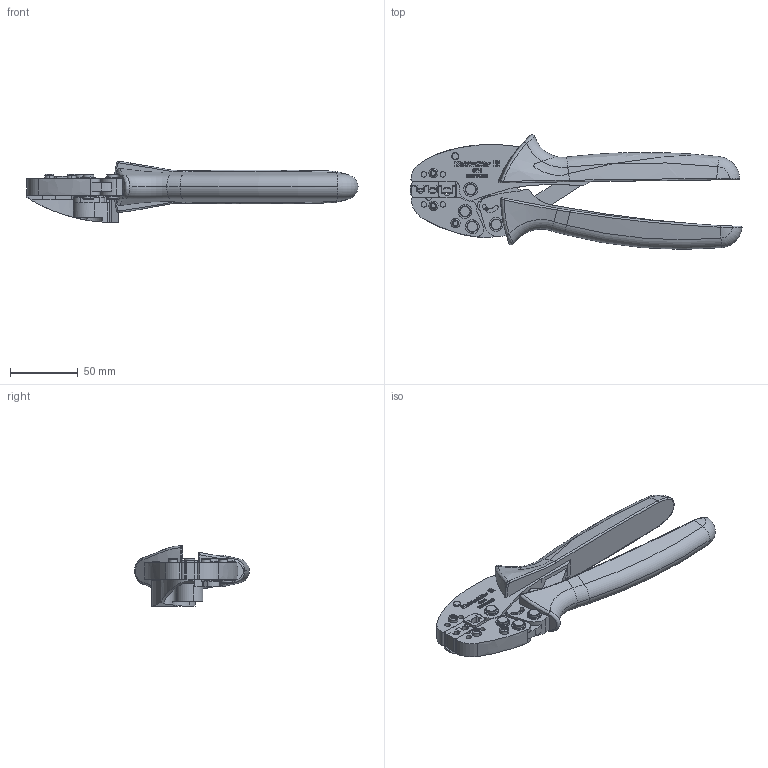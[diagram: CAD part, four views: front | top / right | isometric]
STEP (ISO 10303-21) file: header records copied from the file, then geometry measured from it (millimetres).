
FILE_DESCRIPTION(('CATIA V5 STEP Exchange','CAx-IF Rec.Pracs.--- Model Styling and Organization---1.5--- 2016-08-15','CAx-IF Rec.Pracs.---Supplemental Geometry---1.0---2011-11-01','CAx-IF Rec.Pracs.--- Composite Materials ---1.1---2010-07-15'),'2;1');
FILE_NAME ('033336-3_0', '2025-02-26T10:33:44+00:00', ('none'), ('Weidmueller'), 'CATIA Version 5-6 Release 2022 SP4 HF5', 'CATIA V5 STEP AP214 v3', 'none');
FILE_SCHEMA(('AUTOMOTIVE_DESIGN { 1 0 10303 214 1 1 1 1 }'));
Length unit declared in the file: millimetre
Products named in the file (1): 9006120000_CTI_6
Bounding box: 244.32 x 84.46 x 44.78 mm (x, y, z)
Volume: 206169.1 mm3; surface area: 49060.6 mm2
Topology: 1 solids, 3 shells, 1286 faces, 3498 edges, 2307 vertices
Faces by surface type: plane 488, extrusion 399, cylinder 230, bspline 86, torus 38, cone 34, sphere 9, revolution 2
Entity records: 52351 total; most frequent: CARTESIAN_POINT 22192, ORIENTED_EDGE 6988, DIRECTION 3794, EDGE_CURVE 3494, VERTEX_POINT 2307, VECTOR 2147, LINE 1748, B_SPLINE_CURVE_WITH_KNOTS 1551
